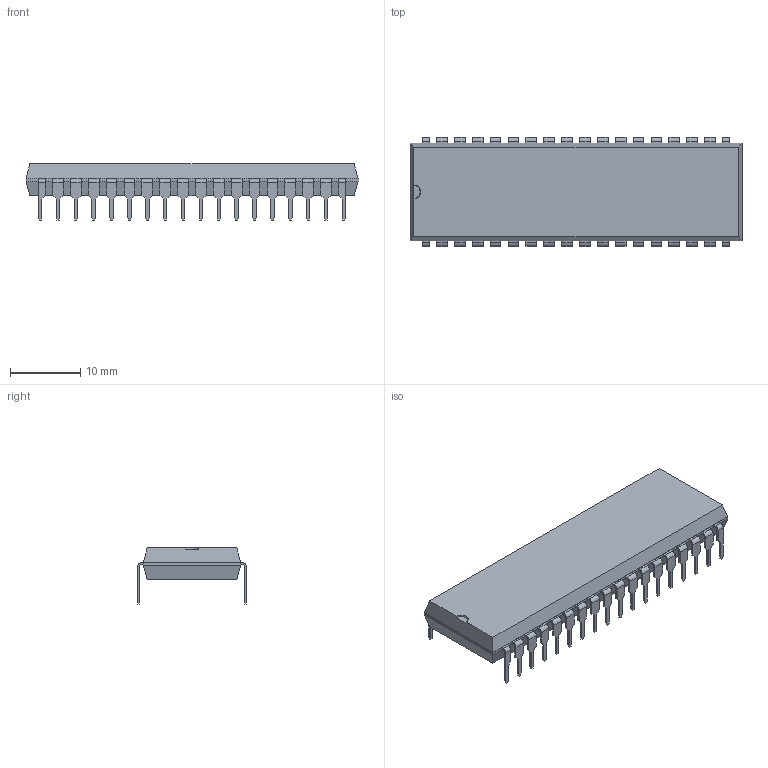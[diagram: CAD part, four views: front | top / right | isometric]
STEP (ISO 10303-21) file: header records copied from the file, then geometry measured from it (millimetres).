
FILE_DESCRIPTION(('STEP AP214'), '1');
FILE_NAME('DIP_package', '2018-05-07T10:39:28', ('Egor'), (''), 'ASCON STEP Converter 1.3', 'ASCON Math Kernel', '');
FILE_SCHEMA(('AUTOMOTIVE_DESIGN { 1 0 10303 214 3 1 1}'));
Length unit declared in the file: millimetre
Bounding box: 47.2 x 15.49 x 8 mm (x, y, z)
Volume: 2853.2 mm3; surface area: 2271 mm2
Topology: 1 solids, 1 shells, 550 faces, 1528 edges, 1016 vertices
Faces by surface type: plane 477, cylinder 72, cone 1
Entity records: 21802 total; most frequent: CARTESIAN_POINT 3103, ORIENTED_EDGE 3056, DIRECTION 2774, EDGE_CURVE 1528, LINE 1380, VECTOR 1380, VERTEX_POINT 1016, AXIS2_PLACEMENT_3D 697
